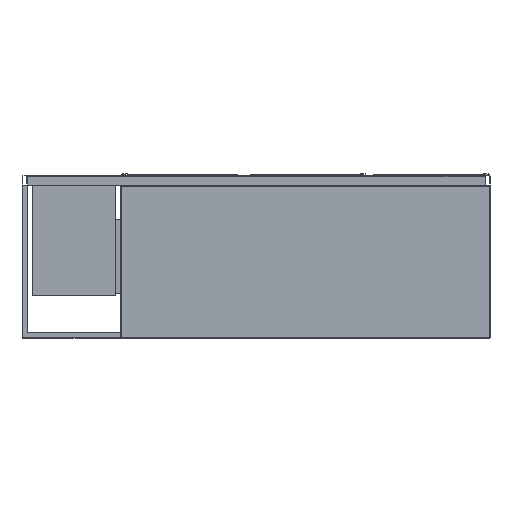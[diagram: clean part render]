
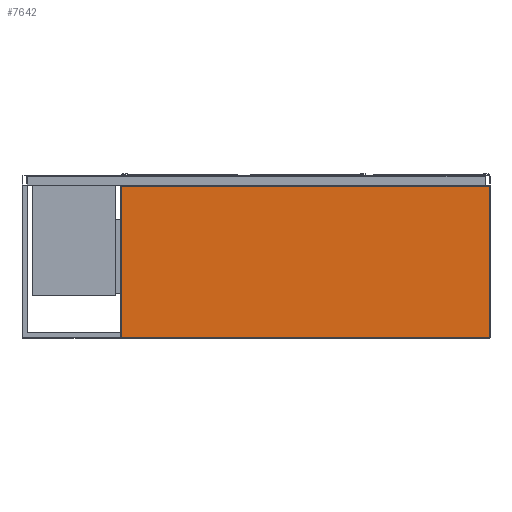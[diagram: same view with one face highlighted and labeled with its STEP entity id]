
A CAD part, front view. The second image highlights one B-rep face of the part: STEP entity #7642.
In plain terms, the highlighted planar face has unit normal (0, -1, 0).
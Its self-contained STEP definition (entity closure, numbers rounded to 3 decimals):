
#523 = VERTEX_POINT ( 'NONE', #15044 ) ;
#2412 = VERTEX_POINT ( 'NONE', #19035 ) ;
#3583 = CARTESIAN_POINT ( 'NONE',  ( -750., -350., -42. ) ) ;
#6242 = CARTESIAN_POINT ( 'NONE',  ( -748., -350., -42. ) ) ;
#7233 = DIRECTION ( 'NONE',  ( 0., 0., 1. ) ) ;
#7329 = FACE_OUTER_BOUND ( 'NONE', #35802, .T. ) ;
#7642 = ADVANCED_FACE ( 'Fl�che8', ( #7329 ), #10126, .T. ) ;
#7682 = VECTOR ( 'NONE', #11711, 1000. ) ;
#9032 = EDGE_CURVE ( 'NONE', #14176, #2412, #17029, .T. ) ;
#9046 = CARTESIAN_POINT ( 'NONE',  ( -748., -350., -660. ) ) ;
#10089 = VECTOR ( 'NONE', #33930, 1000. ) ;
#10126 = PLANE ( 'NONE',  #11316 ) ;
#11316 = AXIS2_PLACEMENT_3D ( 'NONE', #32215, #21443, #35201 ) ;
#11711 = DIRECTION ( 'NONE',  ( -1., 0., 0. ) ) ;
#12499 = EDGE_CURVE ( 'NONE', #25670, #14176, #25996, .T. ) ;
#14176 = VERTEX_POINT ( 'NONE', #6242 ) ;
#15044 = CARTESIAN_POINT ( 'NONE',  ( 748., -350., -658. ) ) ;
#17029 = LINE ( 'NONE', #9046, #28335 ) ;
#18161 = LINE ( 'NONE', #23551, #20203 ) ;
#19035 = CARTESIAN_POINT ( 'NONE',  ( -748., -350., -658. ) ) ;
#19146 = ORIENTED_EDGE ( 'NONE', *, *, #27261, .T. ) ;
#20174 = DIRECTION ( 'NONE',  ( 0., 0., -1. ) ) ;
#20203 = VECTOR ( 'NONE', #7233, 1000. ) ;
#21443 = DIRECTION ( 'NONE',  ( 0., -1., 0. ) ) ;
#22219 = CARTESIAN_POINT ( 'NONE',  ( -750., -350., -658. ) ) ;
#23551 = CARTESIAN_POINT ( 'NONE',  ( 748., -350., -660. ) ) ;
#25670 = VERTEX_POINT ( 'NONE', #28822 ) ;
#25996 = LINE ( 'NONE', #3583, #7682 ) ;
#26252 = EDGE_CURVE ( 'NONE', #2412, #523, #30574, .T. ) ;
#27261 = EDGE_CURVE ( 'NONE', #523, #25670, #18161, .T. ) ;
#28335 = VECTOR ( 'NONE', #20174, 1000. ) ;
#28822 = CARTESIAN_POINT ( 'NONE',  ( 748., -350., -42. ) ) ;
#29175 = ORIENTED_EDGE ( 'NONE', *, *, #9032, .T. ) ;
#29561 = ORIENTED_EDGE ( 'NONE', *, *, #26252, .T. ) ;
#30574 = LINE ( 'NONE', #22219, #10089 ) ;
#30623 = ORIENTED_EDGE ( 'NONE', *, *, #12499, .T. ) ;
#32215 = CARTESIAN_POINT ( 'NONE',  ( -750., -350., -660. ) ) ;
#33930 = DIRECTION ( 'NONE',  ( 1., 0., 0. ) ) ;
#35201 = DIRECTION ( 'NONE',  ( 0., 0., -1. ) ) ;
#35802 = EDGE_LOOP ( 'NONE', ( #30623, #29175, #29561, #19146 ) ) ;
